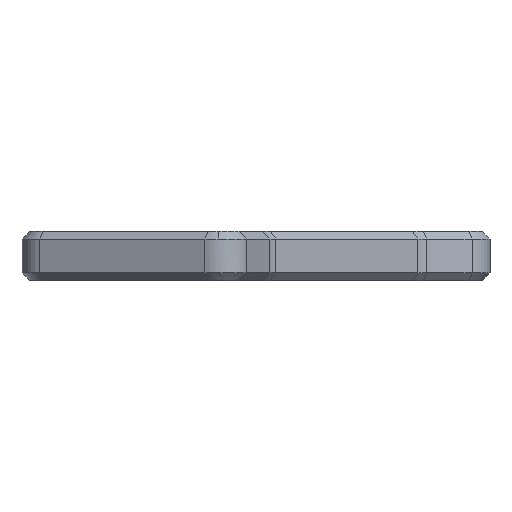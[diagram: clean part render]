
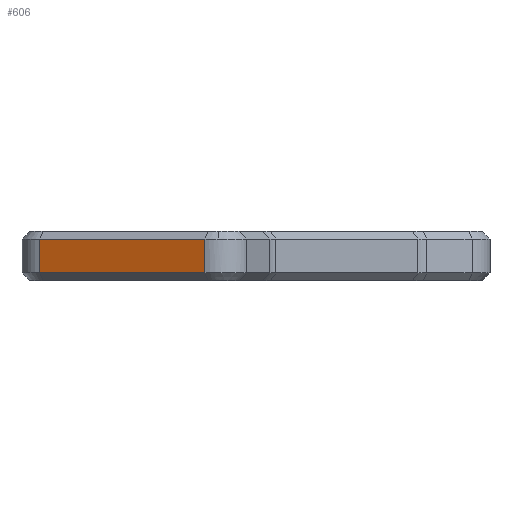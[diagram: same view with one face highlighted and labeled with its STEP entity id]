
A CAD part, left-side view. The second image highlights one B-rep face of the part: STEP entity #606.
In plain terms, the highlighted planar face has unit normal (-0.906, 0.423, 0).
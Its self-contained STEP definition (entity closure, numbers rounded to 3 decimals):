
#567=CARTESIAN_POINT('',(-114.278,58.093,-8.));
#568=DIRECTION('',(0.906,-0.423,0.));
#569=DIRECTION('',(0.423,0.906,0.));
#570=AXIS2_PLACEMENT_3D('',#567,#568,#569);
#571=PLANE('',#570);
#572=CARTESIAN_POINT('',(-101.99,84.444,10.3));
#573=VERTEX_POINT('',#572);
#574=CARTESIAN_POINT('',(-101.99,84.444,-0.5));
#575=VERTEX_POINT('',#574);
#576=CARTESIAN_POINT('',(-101.99,84.444,10.3));
#577=DIRECTION('',(-0.,-0.,-1.));
#578=VECTOR('',#577,10.8);
#579=LINE('',#576,#578);
#580=EDGE_CURVE('',#573,#575,#579,.T.);
#581=ORIENTED_EDGE('',*,*,#580,.T.);
#582=CARTESIAN_POINT('',(-126.566,31.742,-0.5));
#583=VERTEX_POINT('',#582);
#584=CARTESIAN_POINT('',(-101.99,84.444,-0.5));
#585=DIRECTION('',(-0.423,-0.906,0.));
#586=VECTOR('',#585,58.15);
#587=LINE('',#584,#586);
#588=EDGE_CURVE('',#575,#583,#587,.T.);
#589=ORIENTED_EDGE('',*,*,#588,.T.);
#590=CARTESIAN_POINT('',(-126.566,31.742,10.3));
#591=VERTEX_POINT('',#590);
#592=CARTESIAN_POINT('',(-126.566,31.742,-0.5));
#593=DIRECTION('',(0.,0.,1.));
#594=VECTOR('',#593,10.8);
#595=LINE('',#592,#594);
#596=EDGE_CURVE('',#583,#591,#595,.T.);
#597=ORIENTED_EDGE('',*,*,#596,.T.);
#598=CARTESIAN_POINT('',(-126.566,31.742,10.3));
#599=DIRECTION('',(0.423,0.906,0.));
#600=VECTOR('',#599,58.15);
#601=LINE('',#598,#600);
#602=EDGE_CURVE('',#591,#573,#601,.T.);
#603=ORIENTED_EDGE('',*,*,#602,.T.);
#604=EDGE_LOOP('',(#581,#589,#597,#603));
#605=FACE_BOUND('',#604,.T.);
#606=ADVANCED_FACE('',(#605),#571,.F.);
